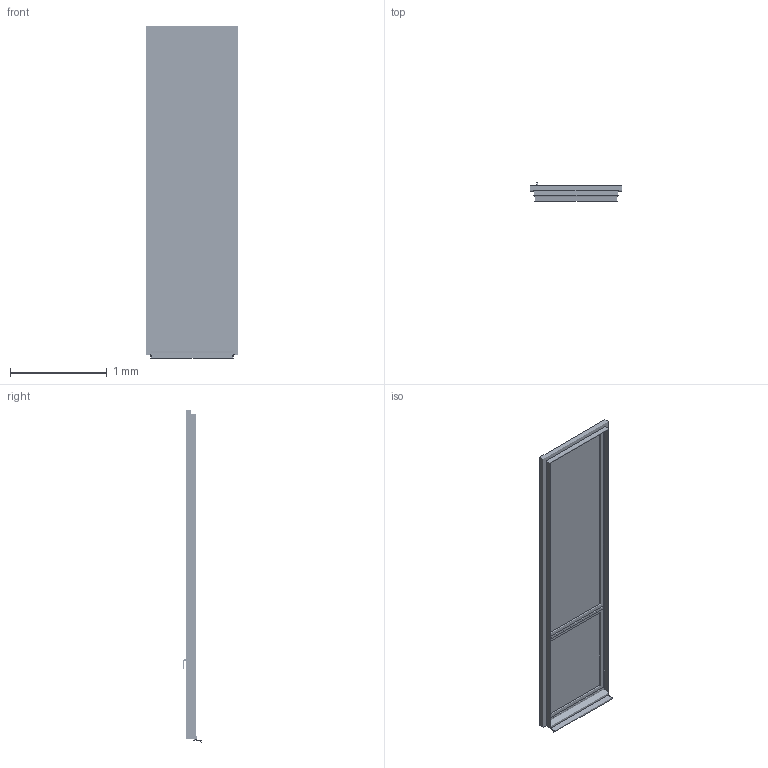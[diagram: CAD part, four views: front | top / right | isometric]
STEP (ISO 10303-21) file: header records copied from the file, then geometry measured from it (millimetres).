
FILE_DESCRIPTION(('Open CASCADE Model'),'2;1');
FILE_NAME('Open CASCADE Shape Model','2022-08-11T23:57:01',('Author'),( 'Open CASCADE'),'Open CASCADE STEP processor 7.6','Open CASCADE 7.6' ,'Unknown');
FILE_SCHEMA(('AUTOMOTIVE_DESIGN { 1 0 10303 214 1 1 1 1 }'));
Length unit declared in the file: millimetre
Products named in the file (2): MUNICH.xbf; product-99a81c03-aaf1-41bb-a540-d648b606352a-body
Assembly tree (1 placements, depth 2):
  MUNICH.xbf
    product-99a81c03-aaf1-41bb-a540-d648b606352a-body
Bounding box: 0.95 x 0.19 x 3.43 mm (x, y, z)
Surface area: 9.7 mm2 (no closed solid volume)
Topology: 0 solids, 0 shells, 4 faces, 0 edges, 0 vertices
Faces by surface type: other 4
Entity records: 87 total; most frequent: DIRECTION 4, TRIANGULATED_FACE 4, COORDINATES_LIST 4, STYLED_ITEM 4, PRESENTATION_STYLE_ASSIGNMENT 4, SURFACE_STYLE_USAGE 4, SURFACE_SIDE_STYLE 4, SURFACE_STYLE_FILL_AREA 4
